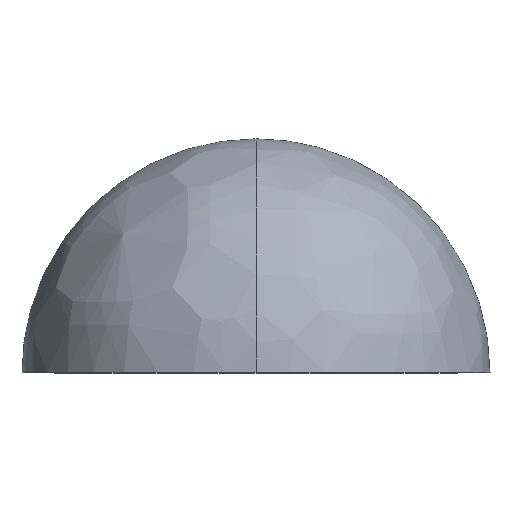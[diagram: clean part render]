
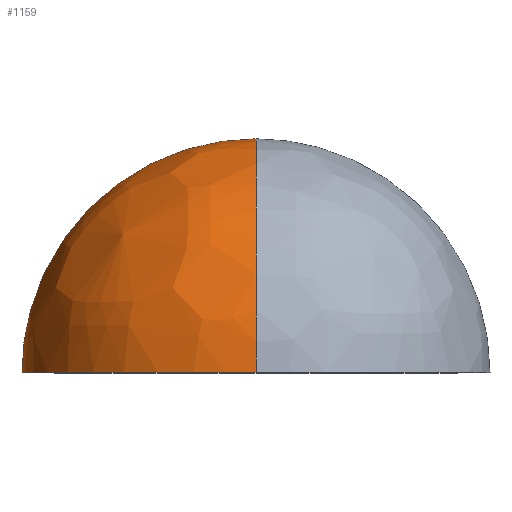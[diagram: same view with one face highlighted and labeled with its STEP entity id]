
A CAD part, top view. The second image highlights one B-rep face of the part: STEP entity #1159.
In plain terms, the highlighted free-form (B-spline) face has degree [2, 2] with [5, 5] control points.
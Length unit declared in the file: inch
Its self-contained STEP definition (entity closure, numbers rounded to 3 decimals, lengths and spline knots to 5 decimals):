
#40=CARTESIAN_POINT('',(0.0,275800.0,0.0));
#41=VERTEX_POINT('',#40);
#55=CARTESIAN_POINT('',(0.0,0.0,275800.0));
#56=VERTEX_POINT('',#55);
#57=CARTESIAN_POINT('',(0.0,275800.0,0.0));
#58=CARTESIAN_POINT('',(0.,275800.02905,275800.06508));
#59=CARTESIAN_POINT('',(0.0,0.0,275800.0));
#67=(BOUNDED_CURVE()B_SPLINE_CURVE(2,(#57,#58,#59),.UNSPECIFIED.,.F.,.U.)B_SPLINE_CURVE_WITH_KNOTS((3,3),(1.,2.0),.UNSPECIFIED.)CURVE()GEOMETRIC_REPRESENTATION_ITEM()RATIONAL_B_SPLINE_CURVE((1.,0.707,1.0))REPRESENTATION_ITEM(''));
#68=EDGE_CURVE('',#41,#56,#67,.T.);
#92=CARTESIAN_POINT('',(-275800.0,0.0,0.0));
#93=VERTEX_POINT('',#92);
#94=CARTESIAN_POINT('',(-275800.0,0.0,0.0));
#95=CARTESIAN_POINT('',(-275799.97753,0.,275799.98877));
#96=CARTESIAN_POINT('',(0.0,0.0,275800.0));
#104=(BOUNDED_CURVE()B_SPLINE_CURVE(2,(#94,#95,#96),.UNSPECIFIED.,.F.,.U.)B_SPLINE_CURVE_WITH_KNOTS((3,3),(0.0,1.),.UNSPECIFIED.)CURVE()GEOMETRIC_REPRESENTATION_ITEM()RATIONAL_B_SPLINE_CURVE((1.0,0.707,1.))REPRESENTATION_ITEM(''));
#105=EDGE_CURVE('',#93,#56,#104,.T.);
#1109=CARTESIAN_POINT('',(-84607.27365,181662.71545,-189488.54071));
#1110=CARTESIAN_POINT('',(-197647.80393,173948.40841,-146411.27026));
#1111=CARTESIAN_POINT('',(-247469.11606,76114.90979,-95032.61073));
#1112=CARTESIAN_POINT('',(-297290.42819,-21718.58883,-43653.9512));
#1113=CARTESIAN_POINT('',(-242569.33909,-128525.45205,-26588.79294));
#1114=CARTESIAN_POINT('',(-61533.4479,272542.10462,-112664.98678));
#1115=CARTESIAN_POINT('',(-206447.65982,294291.77945,-27108.88238));
#1116=CARTESIAN_POINT('',(-273919.8201,161797.52712,42472.36715));
#1117=CARTESIAN_POINT('',(-341391.98039,29303.2748,112053.61668));
#1118=CARTESIAN_POINT('',(-260818.69641,-118791.88986,92849.65135));
#1119=CARTESIAN_POINT('',(24759.596,273302.30221,-27540.04377));
#1120=CARTESIAN_POINT('',(-89582.4501,295321.30219,88174.38805));
#1121=CARTESIAN_POINT('',(-157054.61039,162827.04986,157755.63758));
#1122=CARTESIAN_POINT('',(-224526.77068,30332.79754,227336.88711));
#1123=CARTESIAN_POINT('',(-174525.65251,-118031.69227,177974.59436));
#1124=CARTESIAN_POINT('',(111052.63991,274062.4998,57584.89924));
#1125=CARTESIAN_POINT('',(27282.75961,296350.82492,203457.65848));
#1126=CARTESIAN_POINT('',(-40189.40068,163856.5726,273038.90801));
#1127=CARTESIAN_POINT('',(-107661.56096,31362.32027,342620.15755));
#1128=CARTESIAN_POINT('',(-88232.6086,-117271.49468,263099.53737));
#1129=CARTESIAN_POINT('',(188991.04936,184072.97677,80406.23412));
#1130=CARTESIAN_POINT('',(147524.37169,176989.19877,194088.50179));
#1131=CARTESIAN_POINT('',(97703.05956,79155.70015,245467.16132));
#1132=CARTESIAN_POINT('',(47881.74743,-18677.79847,296845.82085));
#1133=CARTESIAN_POINT('',(31028.98392,-126115.19073,243305.98189));
#1141=(BOUNDED_SURFACE()B_SPLINE_SURFACE(2,2,((#1109,#1114,#1119,#1124,#1129),(#1110,#1115,#1120,#1125,#1130),(#1111,#1116,#1121,#1126,#1131),(#1112,#1117,#1122,#1127,#1132),(#1113,#1118,#1123,#1128,#1133)),.UNSPECIFIED.,.F.,.F.,.U.)B_SPLINE_SURFACE_WITH_KNOTS((3,2,3),(3,2,3),(0.0,1.0,2.0),(0.0,1.0,2.0),.UNSPECIFIED.)GEOMETRIC_REPRESENTATION_ITEM()RATIONAL_B_SPLINE_SURFACE(((1.709,1.354,1.354,1.354,1.709),(1.354,1.0,1.0,1.0,1.354),(1.354,1.0,1.0,1.0,1.354),(1.354,1.0,1.0,1.0,1.354),(1.709,1.354,1.354,1.354,1.709)))REPRESENTATION_ITEM('')SURFACE());
#1142=CARTESIAN_POINT('',(0.0,275800.,0.0));
#1143=CARTESIAN_POINT('',(-275800.0674,275800.0337,0.0));
#1144=CARTESIAN_POINT('',(-275800.0,0.0,0.0));
#1152=(BOUNDED_CURVE()B_SPLINE_CURVE(2,(#1142,#1143,#1144),.UNSPECIFIED.,.F.,.U.)B_SPLINE_CURVE_WITH_KNOTS((3,3),(1.,2.0),.UNSPECIFIED.)CURVE()GEOMETRIC_REPRESENTATION_ITEM()RATIONAL_B_SPLINE_CURVE((1.,0.707,1.0))REPRESENTATION_ITEM(''));
#1153=EDGE_CURVE('',#41,#93,#1152,.T.);
#1154=ORIENTED_EDGE('',*,*,#1153,.T.);
#1155=ORIENTED_EDGE('',*,*,#105,.T.);
#1156=ORIENTED_EDGE('',*,*,#68,.F.);
#1157=EDGE_LOOP('',(#1154,#1155,#1156));
#1158=FACE_OUTER_BOUND('',#1157,.T.);
#1159=ADVANCED_FACE('FAR-FIELD',(#1158),#1141,.T.);
